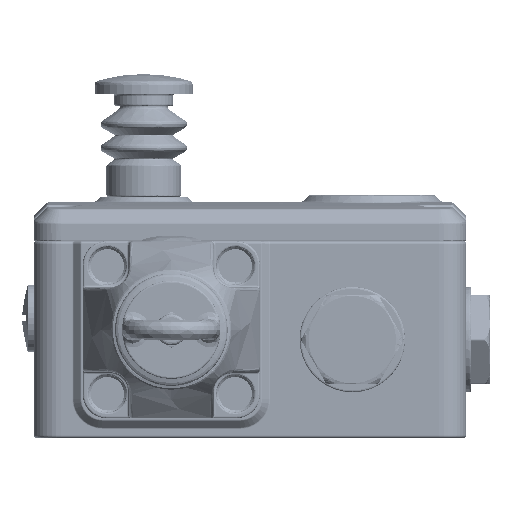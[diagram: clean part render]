
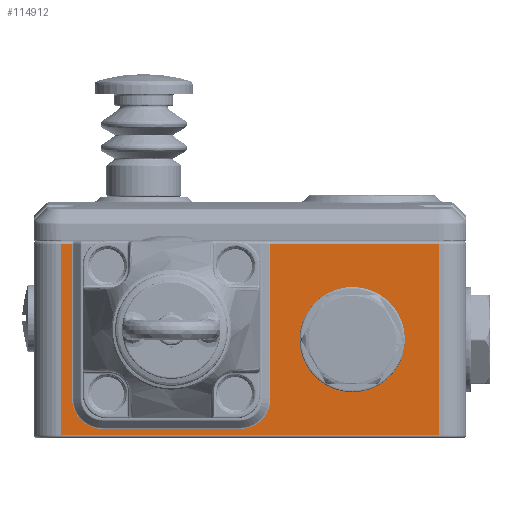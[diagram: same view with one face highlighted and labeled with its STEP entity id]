
A CAD part, left-side view. The second image highlights one B-rep face of the part: STEP entity #114912.
In plain terms, the highlighted planar face has unit normal (-1, 0, 0).
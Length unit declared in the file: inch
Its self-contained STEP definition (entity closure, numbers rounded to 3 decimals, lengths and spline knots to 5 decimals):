
#916 = EDGE_CURVE ( 'NONE', #26496, #123495, #111735, .T. ) ;
#1224 = CARTESIAN_POINT ( 'NONE',  ( 0., 0., 0. ) ) ;
#2303 = CARTESIAN_POINT ( 'NONE',  ( 0., 0.02756, -4.33071 ) ) ;
#7093 = AXIS2_PLACEMENT_3D ( 'NONE', #31655, #77277, #134819 ) ;
#7377 = VECTOR ( 'NONE', #104787, 39.37008 ) ;
#8790 = EDGE_CURVE ( 'NONE', #56076, #89417, #133120, .T. ) ;
#8882 = CIRCLE ( 'NONE', #42272, 0.30343 ) ;
#9619 = EDGE_CURVE ( 'NONE', #123495, #12466, #139906, .T. ) ;
#9942 = CARTESIAN_POINT ( 'NONE',  ( 0., 0., -4.05512 ) ) ;
#10864 = CARTESIAN_POINT ( 'NONE',  ( 0., 0., -0.27559 ) ) ;
#12422 = FACE_BOUND ( 'NONE', #47631, .T. ) ;
#12466 = VERTEX_POINT ( 'NONE', #42851 ) ;
#13304 = CIRCLE ( 'NONE', #70517, 0.43307 ) ;
#13584 = CARTESIAN_POINT ( 'NONE',  ( 0., 1.94094, 0. ) ) ;
#17556 = ORIENTED_EDGE ( 'NONE', *, *, #9619, .F. ) ;
#18647 = VERTEX_POINT ( 'NONE', #115050 ) ;
#24796 = CARTESIAN_POINT ( 'NONE',  ( 0., 1.94094, -3.94516 ) ) ;
#26496 = VERTEX_POINT ( 'NONE', #89836 ) ;
#27283 = EDGE_CURVE ( 'NONE', #56977, #65854, #49368, .T. ) ;
#28518 = DIRECTION ( 'NONE',  ( -1., 0., 0. ) ) ;
#29351 = EDGE_CURVE ( 'NONE', #52724, #63280, #111569, .T. ) ;
#31655 = CARTESIAN_POINT ( 'NONE',  ( 0., 0.98425, -1.14173 ) ) ;
#31944 = AXIS2_PLACEMENT_3D ( 'NONE', #101478, #111951, #121684 ) ;
#32039 = VECTOR ( 'NONE', #147425, 39.37008 ) ;
#32252 = DIRECTION ( 'NONE',  ( -1., 0., 0. ) ) ;
#33277 = LINE ( 'NONE', #10864, #110522 ) ;
#33377 = FACE_OUTER_BOUND ( 'NONE', #59700, .T. ) ;
#36167 = VECTOR ( 'NONE', #101985, 39.37008 ) ;
#41012 = CARTESIAN_POINT ( 'NONE',  ( 0., 0.55118, -1.14173 ) ) ;
#42272 = AXIS2_PLACEMENT_3D ( 'NONE', #134672, #32252, #77882 ) ;
#42851 = CARTESIAN_POINT ( 'NONE',  ( 0., 1.94094, -0.27559 ) ) ;
#43373 = CARTESIAN_POINT ( 'NONE',  ( 0., 1.94094, 0. ) ) ;
#43844 = EDGE_CURVE ( 'NONE', #12466, #56977, #33277, .T. ) ;
#44302 = LINE ( 'NONE', #9942, #32039 ) ;
#47631 = EDGE_LOOP ( 'NONE', ( #147943, #144167 ) ) ;
#49288 = ORIENTED_EDGE ( 'NONE', *, *, #916, .F. ) ;
#49368 = LINE ( 'NONE', #2303, #144940 ) ;
#52724 = VERTEX_POINT ( 'NONE', #114268 ) ;
#53428 = ORIENTED_EDGE ( 'NONE', *, *, #29351, .F. ) ;
#54112 = CARTESIAN_POINT ( 'NONE',  ( 0., 0., -3.94516 ) ) ;
#56076 = VERTEX_POINT ( 'NONE', #75413 ) ;
#56359 = CARTESIAN_POINT ( 'NONE',  ( 0., 0., -1.96035 ) ) ;
#56427 = DIRECTION ( 'NONE',  ( 0., -1., 0. ) ) ;
#56977 = VERTEX_POINT ( 'NONE', #141316 ) ;
#58009 = PLANE ( 'NONE',  #101646 ) ;
#58063 = ORIENTED_EDGE ( 'NONE', *, *, #65491, .F. ) ;
#58387 = EDGE_CURVE ( 'NONE', #63280, #26496, #98775, .T. ) ;
#59091 = EDGE_CURVE ( 'NONE', #65854, #56076, #44302, .T. ) ;
#59700 = EDGE_LOOP ( 'NONE', ( #86697, #117274, #96251, #17556, #49288, #94610, #53428, #58063, #140811, #88653 ) ) ;
#62515 = VECTOR ( 'NONE', #121893, 39.37008 ) ;
#63280 = VERTEX_POINT ( 'NONE', #94380 ) ;
#65491 = EDGE_CURVE ( 'NONE', #139567, #52724, #8882, .T. ) ;
#65854 = VERTEX_POINT ( 'NONE', #78417 ) ;
#70517 = AXIS2_PLACEMENT_3D ( 'NONE', #106290, #28518, #71158 ) ;
#71158 = DIRECTION ( 'NONE',  ( 0., -1., 0. ) ) ;
#71513 = CIRCLE ( 'NONE', #7093, 0.43307 ) ;
#74131 = CARTESIAN_POINT ( 'NONE',  ( 0., 1.94094, -1.96035 ) ) ;
#75413 = CARTESIAN_POINT ( 'NONE',  ( 0., 1.94094, -4.05512 ) ) ;
#76569 = LINE ( 'NONE', #54112, #131333 ) ;
#77277 = DIRECTION ( 'NONE',  ( -1., 0., 0. ) ) ;
#77882 = DIRECTION ( 'NONE',  ( 0., 1., 0. ) ) ;
#78417 = CARTESIAN_POINT ( 'NONE',  ( 0., 0.02756, -4.05512 ) ) ;
#86697 = ORIENTED_EDGE ( 'NONE', *, *, #59091, .F. ) ;
#88432 = DIRECTION ( 'NONE',  ( 0., 0., 1. ) ) ;
#88653 = ORIENTED_EDGE ( 'NONE', *, *, #8790, .F. ) ;
#88770 = DIRECTION ( 'NONE',  ( 1., 0., 0. ) ) ;
#89417 = VERTEX_POINT ( 'NONE', #24796 ) ;
#89836 = CARTESIAN_POINT ( 'NONE',  ( 0., 0.3937, -1.96035 ) ) ;
#94380 = CARTESIAN_POINT ( 'NONE',  ( 0., 0.09027, -2.26378 ) ) ;
#94610 = ORIENTED_EDGE ( 'NONE', *, *, #58387, .F. ) ;
#96251 = ORIENTED_EDGE ( 'NONE', *, *, #43844, .F. ) ;
#98775 = CIRCLE ( 'NONE', #31944, 0.30343 ) ;
#99742 = DIRECTION ( 'NONE',  ( 0., -1., 0. ) ) ;
#101478 = CARTESIAN_POINT ( 'NONE',  ( 0., 0.3937, -2.26378 ) ) ;
#101646 = AXIS2_PLACEMENT_3D ( 'NONE', #1224, #88770, #135074 ) ;
#101985 = DIRECTION ( 'NONE',  ( 0., 1., 0. ) ) ;
#104787 = DIRECTION ( 'NONE',  ( 0., 0., 1. ) ) ;
#105025 = EDGE_CURVE ( 'NONE', #89417, #139567, #76569, .T. ) ;
#106290 = CARTESIAN_POINT ( 'NONE',  ( 0., 0.98425, -1.14173 ) ) ;
#107076 = VECTOR ( 'NONE', #88432, 39.37008 ) ;
#110522 = VECTOR ( 'NONE', #56427, 39.37008 ) ;
#110841 = CARTESIAN_POINT ( 'NONE',  ( 0., 0.09027, 0. ) ) ;
#111569 = LINE ( 'NONE', #110841, #107076 ) ;
#111735 = LINE ( 'NONE', #56359, #36167 ) ;
#111951 = DIRECTION ( 'NONE',  ( -1., 0., 0. ) ) ;
#114268 = CARTESIAN_POINT ( 'NONE',  ( 0., 0.09027, -3.64173 ) ) ;
#114912 = ADVANCED_FACE ( 'NONE', ( #12422, #33377 ), #58009, .F. ) ;
#115050 = CARTESIAN_POINT ( 'NONE',  ( 0., 1.41732, -1.14173 ) ) ;
#117274 = ORIENTED_EDGE ( 'NONE', *, *, #27283, .F. ) ;
#119480 = VERTEX_POINT ( 'NONE', #41012 ) ;
#120123 = EDGE_CURVE ( 'NONE', #18647, #119480, #71513, .T. ) ;
#121684 = DIRECTION ( 'NONE',  ( 0., 0., 1. ) ) ;
#121893 = DIRECTION ( 'NONE',  ( 0., 0., 1. ) ) ;
#123495 = VERTEX_POINT ( 'NONE', #74131 ) ;
#124052 = CARTESIAN_POINT ( 'NONE',  ( 0., 0.3937, -3.94516 ) ) ;
#128621 = DIRECTION ( 'NONE',  ( 0., 0., -1. ) ) ;
#131333 = VECTOR ( 'NONE', #99742, 39.37008 ) ;
#131765 = EDGE_CURVE ( 'NONE', #119480, #18647, #13304, .T. ) ;
#133120 = LINE ( 'NONE', #43373, #62515 ) ;
#134672 = CARTESIAN_POINT ( 'NONE',  ( 0., 0.3937, -3.64173 ) ) ;
#134819 = DIRECTION ( 'NONE',  ( 0., -1., 0. ) ) ;
#135074 = DIRECTION ( 'NONE',  ( 0., 0., 1. ) ) ;
#139567 = VERTEX_POINT ( 'NONE', #124052 ) ;
#139906 = LINE ( 'NONE', #13584, #7377 ) ;
#140811 = ORIENTED_EDGE ( 'NONE', *, *, #105025, .F. ) ;
#141316 = CARTESIAN_POINT ( 'NONE',  ( 0., 0.02756, -0.27559 ) ) ;
#144167 = ORIENTED_EDGE ( 'NONE', *, *, #131765, .F. ) ;
#144940 = VECTOR ( 'NONE', #128621, 39.37008 ) ;
#147425 = DIRECTION ( 'NONE',  ( 0., 1., 0. ) ) ;
#147943 = ORIENTED_EDGE ( 'NONE', *, *, #120123, .F. ) ;
